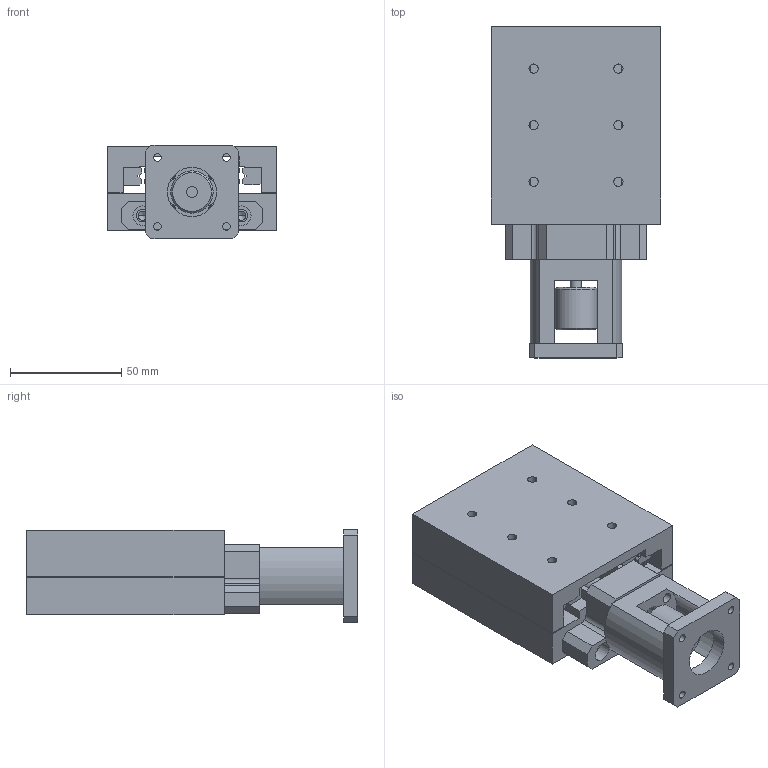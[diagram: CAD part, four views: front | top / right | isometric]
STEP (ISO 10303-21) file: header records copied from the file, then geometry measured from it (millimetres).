
FILE_DESCRIPTION((''),'2;1');
FILE_NAME('MLP3-4-2.stp','2003-08-22T12:26:13',('raulmb'),(''),'Autodesk Inventor (tm) 5.3','Autodesk Inventor (tm) 5.3','');
FILE_SCHEMA(('CONFIG_CONTROL_DESIGN'));
Length unit declared in the file: inch
Products named in the file (11): MLP3-4-2; MLP3-4-2 PART1; MLP3-4-2 PART2; MLP3-4-2 MOTORENDPLATE; MLP3-4-2 BOTTOMPLATE; MLP3-4-2 RAIL; MLP3-4-2 RAIL-1; MLP3-4-2 RAIL-2; MLP3-4-2 RAIL-3; MLP3-4-2 LEADSCREW; MLP3-4-2 COUPLING-23
Assembly tree (10 placements, depth 2):
  MLP3-4-2
    MLP3-4-2 PART1
    MLP3-4-2 PART2
    MLP3-4-2 MOTORENDPLATE
    MLP3-4-2 BOTTOMPLATE
    MLP3-4-2 RAIL
    MLP3-4-2 RAIL-1
    MLP3-4-2 RAIL-2
    MLP3-4-2 RAIL-3
    MLP3-4-2 LEADSCREW
    MLP3-4-2 COUPLING-23
Bounding box: 76.2 x 149.1 x 41.91 mm (x, y, z)
Volume: 233702.7 mm3; surface area: 81709.4 mm2
Topology: 10 solids, 10 shells, 249 faces, 661 edges, 437 vertices
Faces by surface type: plane 140, bspline 81, cylinder 24, cone 4
Entity records: 10263 total; most frequent: CARTESIAN_POINT 2643, ORIENTED_EDGE 1314, DIRECTION 1236, EDGE_CURVE 657, VECTOR 456, LINE 456, VERTEX_POINT 437, AXIS2_PLACEMENT_3D 390
